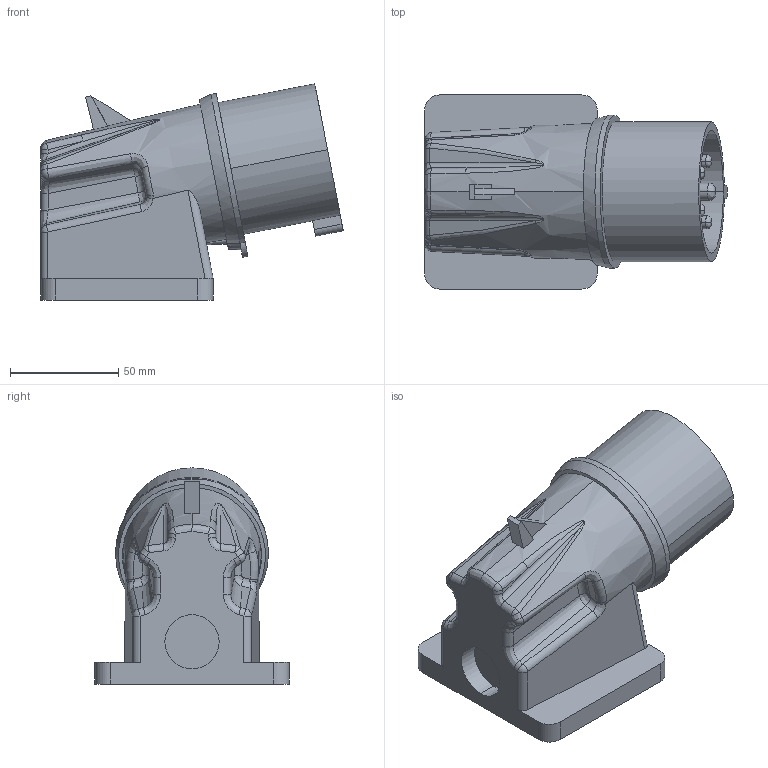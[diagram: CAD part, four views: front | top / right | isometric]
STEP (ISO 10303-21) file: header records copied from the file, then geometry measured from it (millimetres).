
FILE_DESCRIPTION((''),'2;1');
FILE_NAME('GW60420_ASM','2021-09-29T11:32:12',('User'),('Axiro Italia'),'CREO PARAMETRIC BY PTC INC, 2020354','CREO PARAMETRIC BY PTC INC, 2020354','');
FILE_SCHEMA(('CONFIG_CONTROL_DESIGN'));
Length unit declared in the file: millimetre
Products named in the file (3): GW60420_COMPONENTE_A_OR; GW60420_COMPONENTE_B_OR; GW60420_ASM
Assembly tree (2 placements, depth 2):
  GW60420_ASM
    GW60420_COMPONENTE_A_OR
    GW60420_COMPONENTE_B_OR
Bounding box: 139.51 x 89.5 x 99.71 mm (x, y, z)
Volume: 179009.6 mm3; surface area: 96965.6 mm2
Topology: 2 solids, 2 shells, 292 faces, 742 edges, 468 vertices
Faces by surface type: plane 119, cylinder 69, cone 48, bspline 46, sphere 8, torus 2
Entity records: 12316 total; most frequent: CARTESIAN_POINT 5431, ORIENTED_EDGE 1484, DIRECTION 1378, EDGE_CURVE 742, AXIS2_PLACEMENT_3D 553, VERTEX_POINT 468, EDGE_LOOP 310, CIRCLE 302
